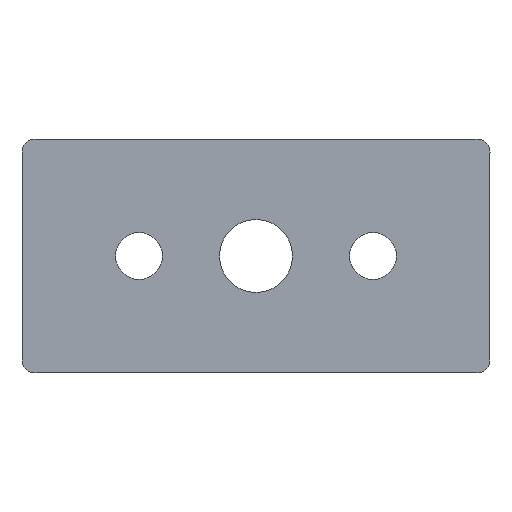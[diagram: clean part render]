
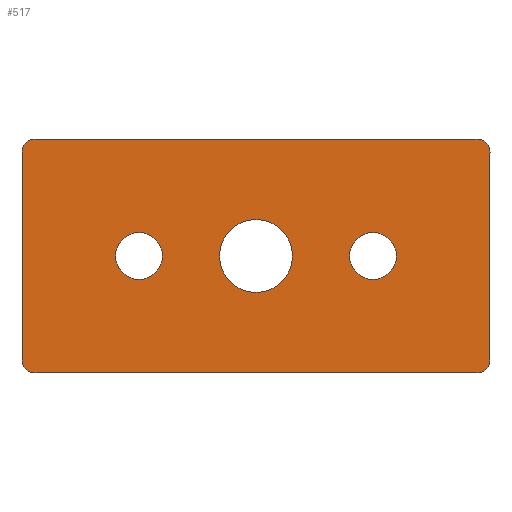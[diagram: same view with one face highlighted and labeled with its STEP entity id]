
A CAD part, front view. The second image highlights one B-rep face of the part: STEP entity #517.
In plain terms, the highlighted planar face has unit normal (0, -1, 0).
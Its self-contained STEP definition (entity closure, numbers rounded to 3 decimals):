
#6 = CIRCLE ( 'NONE', #10, 2.5 ) ;
#7 = DIRECTION ( 'NONE',  ( 0., -1., 0. ) ) ;
#8 = DIRECTION ( 'NONE',  ( 0., 0., -1. ) ) ;
#9 = CARTESIAN_POINT ( 'NONE',  ( -42.5, 0., -20. ) ) ;
#10 = AXIS2_PLACEMENT_3D ( 'NONE', #9, #7, #8 ) ;
#23 = CARTESIAN_POINT ( 'NONE',  ( -45., 0., -20. ) ) ;
#27 = CARTESIAN_POINT ( 'NONE',  ( -42.5, 0., -22.5 ) ) ;
#33 = CARTESIAN_POINT ( 'NONE',  ( -45., 0., 20. ) ) ;
#34 = PLANE ( 'NONE',  #42 ) ;
#36 = DIRECTION ( 'NONE',  ( 0., -1., 0. ) ) ;
#37 = CARTESIAN_POINT ( 'NONE',  ( -45., 0., -22.5 ) ) ;
#38 = FACE_BOUND ( 'NONE', #468, .T. ) ;
#40 = FACE_BOUND ( 'NONE', #539, .T. ) ;
#42 = AXIS2_PLACEMENT_3D ( 'NONE', #37, #36, #62 ) ;
#46 = FACE_BOUND ( 'NONE', #646, .T. ) ;
#47 = FACE_OUTER_BOUND ( 'NONE', #528, .T. ) ;
#62 = DIRECTION ( 'NONE',  ( 0., 0., -1. ) ) ;
#65 = CARTESIAN_POINT ( 'NONE',  ( 42.5, 0., -22.5 ) ) ;
#71 = CARTESIAN_POINT ( 'NONE',  ( 0., 0., -7. ) ) ;
#97 = DIRECTION ( 'NONE',  ( 0., 0., -1. ) ) ;
#98 = VECTOR ( 'NONE', #97, 1000. ) ;
#99 = LINE ( 'NONE', #105, #98 ) ;
#101 = DIRECTION ( 'NONE',  ( 0., 0., -1. ) ) ;
#102 = DIRECTION ( 'NONE',  ( 0., -1., 0. ) ) ;
#103 = CARTESIAN_POINT ( 'NONE',  ( 42.5, 0., -20. ) ) ;
#104 = AXIS2_PLACEMENT_3D ( 'NONE', #103, #102, #101 ) ;
#105 = CARTESIAN_POINT ( 'NONE',  ( 45., 0., 22.5 ) ) ;
#106 = AXIS2_PLACEMENT_3D ( 'NONE', #123, #153, #152 ) ;
#107 = DIRECTION ( 'NONE',  ( -1., 0., 0. ) ) ;
#108 = VECTOR ( 'NONE', #107, 1000. ) ;
#109 = CARTESIAN_POINT ( 'NONE',  ( -45., 0., -22.5 ) ) ;
#110 = LINE ( 'NONE', #109, #108 ) ;
#111 = CARTESIAN_POINT ( 'NONE',  ( 45., 0., 20. ) ) ;
#112 = CIRCLE ( 'NONE', #106, 2.5 ) ;
#116 = CIRCLE ( 'NONE', #104, 2.5 ) ;
#118 = CARTESIAN_POINT ( 'NONE',  ( 42.5, 0., 22.5 ) ) ;
#123 = CARTESIAN_POINT ( 'NONE',  ( -42.5, 0., 20. ) ) ;
#127 = CIRCLE ( 'NONE', #148, 2.5 ) ;
#136 = VECTOR ( 'NONE', #141, 1000. ) ;
#139 = DIRECTION ( 'NONE',  ( 0., 0., 1. ) ) ;
#140 = DIRECTION ( 'NONE',  ( 0., 1., 0. ) ) ;
#141 = DIRECTION ( 'NONE',  ( 1., 0., 0. ) ) ;
#142 = CARTESIAN_POINT ( 'NONE',  ( -45., 0., 22.5 ) ) ;
#144 = LINE ( 'NONE', #142, #136 ) ;
#146 = DIRECTION ( 'NONE',  ( 0., 0., -1. ) ) ;
#147 = DIRECTION ( 'NONE',  ( 0., -1., 0. ) ) ;
#148 = AXIS2_PLACEMENT_3D ( 'NONE', #154, #147, #146 ) ;
#149 = CARTESIAN_POINT ( 'NONE',  ( 0., 0., 0. ) ) ;
#150 = AXIS2_PLACEMENT_3D ( 'NONE', #149, #140, #139 ) ;
#152 = DIRECTION ( 'NONE',  ( 0., 0., -1. ) ) ;
#153 = DIRECTION ( 'NONE',  ( 0., -1., 0. ) ) ;
#154 = CARTESIAN_POINT ( 'NONE',  ( 42.5, 0., 20. ) ) ;
#155 = CIRCLE ( 'NONE', #150, 7. ) ;
#167 = CARTESIAN_POINT ( 'NONE',  ( -22.5, 0., -4.5 ) ) ;
#202 = CARTESIAN_POINT ( 'NONE',  ( 22.5, 0., 4.5 ) ) ;
#228 = CARTESIAN_POINT ( 'NONE',  ( 45., 0., -20. ) ) ;
#249 = AXIS2_PLACEMENT_3D ( 'NONE', #305, #304, #303 ) ;
#252 = DIRECTION ( 'NONE',  ( 0., 0., -1. ) ) ;
#253 = DIRECTION ( 'NONE',  ( 0., -1., 0. ) ) ;
#254 = CARTESIAN_POINT ( 'NONE',  ( 22.5, 0., 0. ) ) ;
#255 = AXIS2_PLACEMENT_3D ( 'NONE', #254, #253, #252 ) ;
#261 = DIRECTION ( 'NONE',  ( 0., 0., -1. ) ) ;
#263 = DIRECTION ( 'NONE',  ( 0., -1., 0. ) ) ;
#264 = CARTESIAN_POINT ( 'NONE',  ( -22.5, 0., 0. ) ) ;
#265 = AXIS2_PLACEMENT_3D ( 'NONE', #264, #263, #261 ) ;
#266 = CIRCLE ( 'NONE', #249, 7. ) ;
#272 = CIRCLE ( 'NONE', #255, 4.5 ) ;
#273 = CIRCLE ( 'NONE', #265, 4.5 ) ;
#275 = DIRECTION ( 'NONE',  ( 0., 0., 1. ) ) ;
#276 = VECTOR ( 'NONE', #275, 1000. ) ;
#277 = CARTESIAN_POINT ( 'NONE',  ( -45., 0., 22.5 ) ) ;
#278 = LINE ( 'NONE', #277, #276 ) ;
#280 = CARTESIAN_POINT ( 'NONE',  ( -42.5, 0., 22.5 ) ) ;
#281 = CARTESIAN_POINT ( 'NONE',  ( -22.5, 0., 0. ) ) ;
#288 = DIRECTION ( 'NONE',  ( 0., -1., 0. ) ) ;
#289 = DIRECTION ( 'NONE',  ( 0., 0., -1. ) ) ;
#290 = DIRECTION ( 'NONE',  ( 0., -1., 0. ) ) ;
#291 = CARTESIAN_POINT ( 'NONE',  ( 22.5, 0., 0. ) ) ;
#292 = AXIS2_PLACEMENT_3D ( 'NONE', #291, #290, #289 ) ;
#294 = AXIS2_PLACEMENT_3D ( 'NONE', #281, #288, #333 ) ;
#301 = CIRCLE ( 'NONE', #294, 4.5 ) ;
#302 = CARTESIAN_POINT ( 'NONE',  ( -22.5, 0., 4.5 ) ) ;
#303 = DIRECTION ( 'NONE',  ( 0., 0., 1. ) ) ;
#304 = DIRECTION ( 'NONE',  ( 0., 1., 0. ) ) ;
#305 = CARTESIAN_POINT ( 'NONE',  ( 0., 0., 0. ) ) ;
#306 = CARTESIAN_POINT ( 'NONE',  ( 22.5, 0., -4.5 ) ) ;
#307 = CARTESIAN_POINT ( 'NONE',  ( 0., 0., 7. ) ) ;
#308 = CIRCLE ( 'NONE', #292, 4.5 ) ;
#333 = DIRECTION ( 'NONE',  ( 0., 0., -1. ) ) ;
#467 = ORIENTED_EDGE ( 'NONE', *, *, #570, .T. ) ;
#468 = EDGE_LOOP ( 'NONE', ( #471, #647 ) ) ;
#471 = ORIENTED_EDGE ( 'NONE', *, *, #667, .F. ) ;
#517 = ADVANCED_FACE ( 'NONE', ( #38, #40, #47, #46 ), #34, .T. ) ;
#528 = EDGE_LOOP ( 'NONE', ( #552, #555, #563, #566, #557, #571, #574, #576 ) ) ;
#537 = VERTEX_POINT ( 'NONE', #65 ) ;
#538 = VERTEX_POINT ( 'NONE', #33 ) ;
#539 = EDGE_LOOP ( 'NONE', ( #629, #645 ) ) ;
#543 = VERTEX_POINT ( 'NONE', #71 ) ;
#552 = ORIENTED_EDGE ( 'NONE', *, *, #628, .F. ) ;
#553 = VERTEX_POINT ( 'NONE', #27 ) ;
#554 = VERTEX_POINT ( 'NONE', #23 ) ;
#555 = ORIENTED_EDGE ( 'NONE', *, *, #556, .T. ) ;
#556 = EDGE_CURVE ( 'NONE', #554, #553, #6, .T. ) ;
#557 = ORIENTED_EDGE ( 'NONE', *, *, #567, .F. ) ;
#560 = EDGE_CURVE ( 'NONE', #537, #553, #110, .T. ) ;
#561 = VERTEX_POINT ( 'NONE', #118 ) ;
#562 = VERTEX_POINT ( 'NONE', #111 ) ;
#563 = ORIENTED_EDGE ( 'NONE', *, *, #560, .F. ) ;
#564 = EDGE_CURVE ( 'NONE', #537, #630, #116, .T. ) ;
#566 = ORIENTED_EDGE ( 'NONE', *, *, #564, .T. ) ;
#567 = EDGE_CURVE ( 'NONE', #562, #630, #99, .T. ) ;
#568 = EDGE_CURVE ( 'NONE', #642, #538, #112, .T. ) ;
#569 = EDGE_CURVE ( 'NONE', #562, #561, #127, .T. ) ;
#570 = EDGE_CURVE ( 'NONE', #654, #543, #155, .T. ) ;
#571 = ORIENTED_EDGE ( 'NONE', *, *, #569, .T. ) ;
#572 = EDGE_CURVE ( 'NONE', #642, #561, #144, .T. ) ;
#574 = ORIENTED_EDGE ( 'NONE', *, *, #572, .F. ) ;
#576 = ORIENTED_EDGE ( 'NONE', *, *, #568, .T. ) ;
#602 = VERTEX_POINT ( 'NONE', #167 ) ;
#607 = VERTEX_POINT ( 'NONE', #202 ) ;
#628 = EDGE_CURVE ( 'NONE', #554, #538, #278, .T. ) ;
#629 = ORIENTED_EDGE ( 'NONE', *, *, #664, .F. ) ;
#630 = VERTEX_POINT ( 'NONE', #228 ) ;
#638 = ORIENTED_EDGE ( 'NONE', *, *, #651, .T. ) ;
#641 = EDGE_CURVE ( 'NONE', #602, #665, #273, .T. ) ;
#642 = VERTEX_POINT ( 'NONE', #280 ) ;
#643 = EDGE_CURVE ( 'NONE', #656, #607, #272, .T. ) ;
#645 = ORIENTED_EDGE ( 'NONE', *, *, #643, .F. ) ;
#646 = EDGE_LOOP ( 'NONE', ( #638, #467 ) ) ;
#647 = ORIENTED_EDGE ( 'NONE', *, *, #641, .F. ) ;
#651 = EDGE_CURVE ( 'NONE', #543, #654, #266, .T. ) ;
#654 = VERTEX_POINT ( 'NONE', #307 ) ;
#656 = VERTEX_POINT ( 'NONE', #306 ) ;
#664 = EDGE_CURVE ( 'NONE', #607, #656, #308, .T. ) ;
#665 = VERTEX_POINT ( 'NONE', #302 ) ;
#667 = EDGE_CURVE ( 'NONE', #665, #602, #301, .T. ) ;
